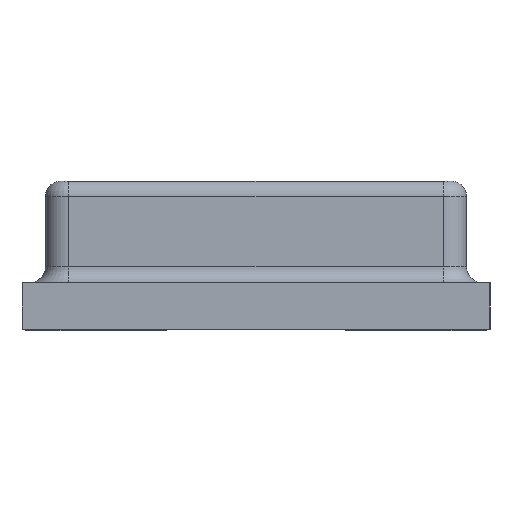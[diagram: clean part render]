
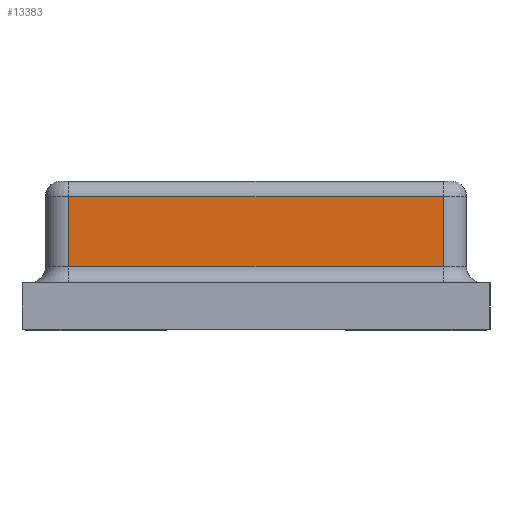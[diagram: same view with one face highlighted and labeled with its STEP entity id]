
A CAD part, front view. The second image highlights one B-rep face of the part: STEP entity #13383.
In plain terms, the highlighted planar face has unit normal (0, -1, 0).
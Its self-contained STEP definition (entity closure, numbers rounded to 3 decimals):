
#2 = DIRECTION ( 'NONE',  ( 0., 1., 0. ) ) ;
#113 = CARTESIAN_POINT ( 'NONE',  ( 1.2, -2.23, 0.4 ) ) ;
#1418 = DIRECTION ( 'NONE',  ( 0., 0., 1. ) ) ;
#1777 = CARTESIAN_POINT ( 'NONE',  ( -1.2, -2.23, 0.85 ) ) ;
#2599 = CARTESIAN_POINT ( 'NONE',  ( -1.2, -2.23, 0.95 ) ) ;
#3190 = VERTEX_POINT ( 'NONE', #113 ) ;
#3257 = LINE ( 'NONE', #8791, #12350 ) ;
#4335 = VECTOR ( 'NONE', #10178, 1000. ) ;
#4758 = ORIENTED_EDGE ( 'NONE', *, *, #14661, .T. ) ;
#4783 = CARTESIAN_POINT ( 'NONE',  ( -1.2, -2.23, 0.4 ) ) ;
#4969 = LINE ( 'NONE', #4783, #4335 ) ;
#5171 = PLANE ( 'NONE',  #10740 ) ;
#7069 = LINE ( 'NONE', #11710, #12681 ) ;
#7101 = ORIENTED_EDGE ( 'NONE', *, *, #9250, .T. ) ;
#7532 = EDGE_CURVE ( 'NONE', #10573, #11061, #7069, .T. ) ;
#7619 = DIRECTION ( 'NONE',  ( -1., 0., 0. ) ) ;
#8533 = DIRECTION ( 'NONE',  ( 0., 0., -1. ) ) ;
#8710 = DIRECTION ( 'NONE',  ( 0., 0., -1. ) ) ;
#8754 = ORIENTED_EDGE ( 'NONE', *, *, #7532, .T. ) ;
#8791 = CARTESIAN_POINT ( 'NONE',  ( -1.2, -2.23, 0.95 ) ) ;
#9234 = EDGE_CURVE ( 'NONE', #10573, #3190, #16810, .T. ) ;
#9250 = EDGE_CURVE ( 'NONE', #11061, #10755, #3257, .T. ) ;
#10147 = CARTESIAN_POINT ( 'NONE',  ( 1.2, -2.23, 0.95 ) ) ;
#10178 = DIRECTION ( 'NONE',  ( 1., 0., 0. ) ) ;
#10573 = VERTEX_POINT ( 'NONE', #15482 ) ;
#10740 = AXIS2_PLACEMENT_3D ( 'NONE', #2599, #2, #1418 ) ;
#10755 = VERTEX_POINT ( 'NONE', #15453 ) ;
#11061 = VERTEX_POINT ( 'NONE', #1777 ) ;
#11710 = CARTESIAN_POINT ( 'NONE',  ( -1.2, -2.23, 0.85 ) ) ;
#12002 = EDGE_LOOP ( 'NONE', ( #13508, #8754, #7101, #4758 ) ) ;
#12155 = FACE_OUTER_BOUND ( 'NONE', #12002, .T. ) ;
#12350 = VECTOR ( 'NONE', #8533, 1000. ) ;
#12681 = VECTOR ( 'NONE', #7619, 1000. ) ;
#13383 = ADVANCED_FACE ( 'NONE', ( #12155 ), #5171, .F. ) ;
#13508 = ORIENTED_EDGE ( 'NONE', *, *, #9234, .F. ) ;
#14661 = EDGE_CURVE ( 'NONE', #10755, #3190, #4969, .T. ) ;
#15453 = CARTESIAN_POINT ( 'NONE',  ( -1.2, -2.23, 0.4 ) ) ;
#15482 = CARTESIAN_POINT ( 'NONE',  ( 1.2, -2.23, 0.85 ) ) ;
#16810 = LINE ( 'NONE', #10147, #17163 ) ;
#17163 = VECTOR ( 'NONE', #8710, 1000. ) ;
